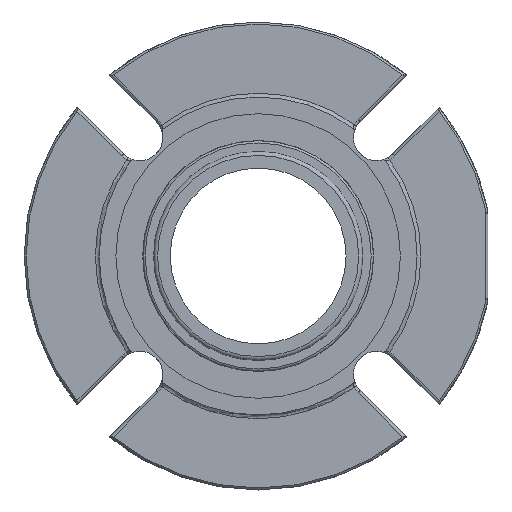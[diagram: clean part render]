
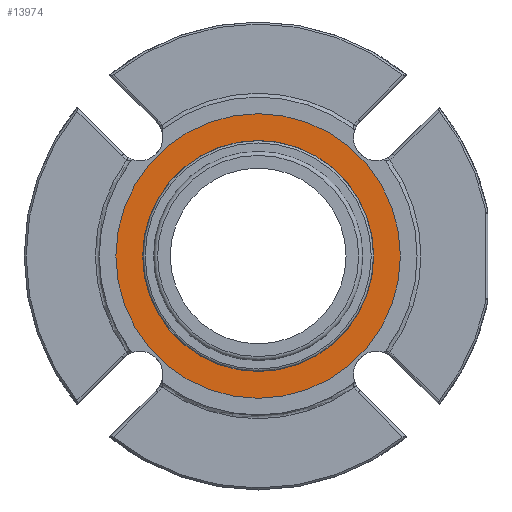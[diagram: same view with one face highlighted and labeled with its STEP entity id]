
A CAD part, left-side view. The second image highlights one B-rep face of the part: STEP entity #13974.
In plain terms, the highlighted planar face has unit normal (-1, 0, 0).
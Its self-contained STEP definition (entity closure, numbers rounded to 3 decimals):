
#1964=PLANE('',#14950);
#4847=ORIENTED_EDGE('',*,*,#6302,.T.);
#4848=ORIENTED_EDGE('',*,*,#6301,.T.);
#6301=EDGE_CURVE('',#7237,#7237,#7702,.F.);
#6302=EDGE_CURVE('',#7238,#7238,#7703,.T.);
#7237=VERTEX_POINT('',#24990);
#7238=VERTEX_POINT('',#24993);
#7702=CIRCLE('',#14949,43.815);
#7703=CIRCLE('',#14951,53.975);
#8390=EDGE_LOOP('',(#4847));
#8391=EDGE_LOOP('',(#4848));
#9086=FACE_BOUND('',#8390,.T.);
#9087=FACE_BOUND('',#8391,.T.);
#13974=ADVANCED_FACE('',(#9086,#9087),#1964,.T.);
#14949=AXIS2_PLACEMENT_3D('',#24989,#17417,#17418);
#14950=AXIS2_PLACEMENT_3D('',#24991,#17419,#17420);
#14951=AXIS2_PLACEMENT_3D('',#24992,#17421,#17422);
#17417=DIRECTION('',(-1.,0.,0.));
#17418=DIRECTION('',(0.,-1.,0.));
#17419=DIRECTION('',(-1.,0.,0.));
#17420=DIRECTION('',(0.,0.,-1.));
#17421=DIRECTION('',(-1.,0.,0.));
#17422=DIRECTION('',(0.,0.,-1.));
#24989=CARTESIAN_POINT('',(-0.508,0.,0.));
#24990=CARTESIAN_POINT('',(-0.508,-43.815,0.));
#24991=CARTESIAN_POINT('',(-0.508,0.,-47.625));
#24992=CARTESIAN_POINT('',(-0.508,0.,0.));
#24993=CARTESIAN_POINT('',(-0.508,0.,-53.975));
